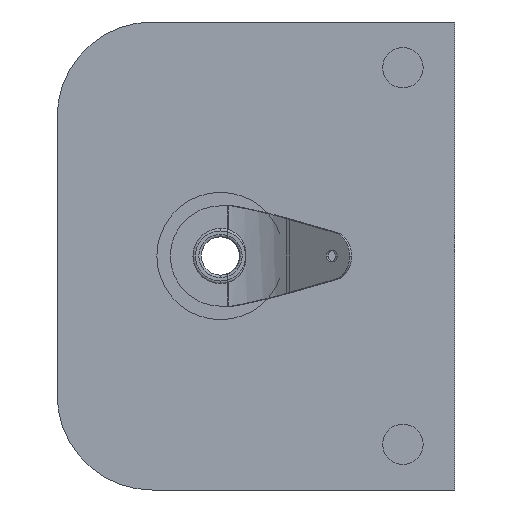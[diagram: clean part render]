
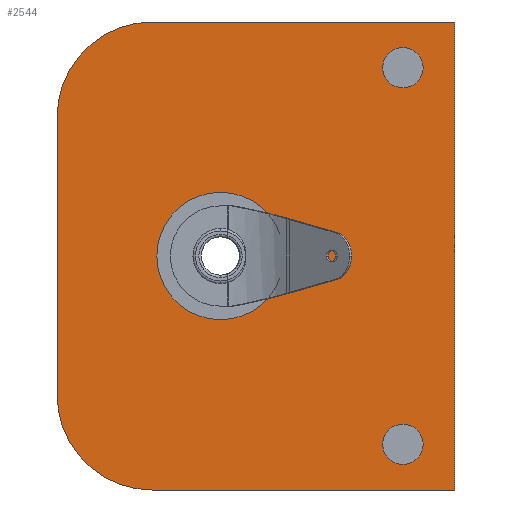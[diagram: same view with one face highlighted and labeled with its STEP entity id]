
A CAD part, left-side view. The second image highlights one B-rep face of the part: STEP entity #2544.
In plain terms, the highlighted planar face has unit normal (-1, 0, 0).
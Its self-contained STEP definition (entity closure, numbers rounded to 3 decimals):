
#150 = EDGE_CURVE ( 'NONE', #8116, #3529, #1752, .T. ) ;
#270 = EDGE_CURVE ( 'NONE', #968, #8116, #4819, .T. ) ;
#278 = ORIENTED_EDGE ( 'NONE', *, *, #9566, .F. ) ;
#345 = EDGE_CURVE ( 'NONE', #968, #7212, #5857, .T. ) ;
#375 = CARTESIAN_POINT ( 'NONE',  ( -104.595, 25., 8.7 ) ) ;
#506 = EDGE_LOOP ( 'NONE', ( #7651, #2353 ) ) ;
#517 = DIRECTION ( 'NONE',  ( 0., -1., 0. ) ) ;
#545 = DIRECTION ( 'NONE',  ( -1., 0., 0. ) ) ;
#720 = ORIENTED_EDGE ( 'NONE', *, *, #150, .T. ) ;
#968 = VERTEX_POINT ( 'NONE', #1723 ) ;
#998 = CARTESIAN_POINT ( 'NONE',  ( -104.595, 14.73, -4. ) ) ;
#1111 = CIRCLE ( 'NONE', #7069, 1.27 ) ;
#1143 = CARTESIAN_POINT ( 'NONE',  ( -104.595, 14.73, 4. ) ) ;
#1367 = CARTESIAN_POINT ( 'NONE',  ( -104.595, 3.27, -10.56 ) ) ;
#1421 = AXIS2_PLACEMENT_3D ( 'NONE', #8587, #1847, #5484 ) ;
#1668 = VERTEX_POINT ( 'NONE', #4643 ) ;
#1681 = ORIENTED_EDGE ( 'NONE', *, *, #2583, .F. ) ;
#1723 = CARTESIAN_POINT ( 'NONE',  ( -104.595, 19., 14.7 ) ) ;
#1752 = LINE ( 'NONE', #3148, #7260 ) ;
#1845 = AXIS2_PLACEMENT_3D ( 'NONE', #4078, #6365, #8582 ) ;
#1847 = DIRECTION ( 'NONE',  ( -1., 0., 0. ) ) ;
#1932 = CIRCLE ( 'NONE', #9637, 1.27 ) ;
#1978 = CARTESIAN_POINT ( 'NONE',  ( -104.595, 25., 14.7 ) ) ;
#2000 = VERTEX_POINT ( 'NONE', #6357 ) ;
#2045 = EDGE_LOOP ( 'NONE', ( #1681, #3808 ) ) ;
#2335 = DIRECTION ( 'NONE',  ( 0., 0., 1. ) ) ;
#2353 = ORIENTED_EDGE ( 'NONE', *, *, #3357, .T. ) ;
#2386 = VECTOR ( 'NONE', #9590, 1000. ) ;
#2478 = DIRECTION ( 'NONE',  ( 0., 0., -1. ) ) ;
#2544 = ADVANCED_FACE ( 'NONE', ( #5615, #7613, #3520, #2941 ), #6075, .T. ) ;
#2583 = EDGE_CURVE ( 'NONE', #6486, #1668, #5388, .T. ) ;
#2601 = AXIS2_PLACEMENT_3D ( 'NONE', #9162, #9128, #3902 ) ;
#2711 = ORIENTED_EDGE ( 'NONE', *, *, #5403, .T. ) ;
#2776 = VERTEX_POINT ( 'NONE', #1143 ) ;
#2798 = AXIS2_PLACEMENT_3D ( 'NONE', #8074, #3638, #8867 ) ;
#2851 = AXIS2_PLACEMENT_3D ( 'NONE', #4577, #8232, #6862 ) ;
#2941 = FACE_BOUND ( 'NONE', #506, .T. ) ;
#3148 = CARTESIAN_POINT ( 'NONE',  ( -104.595, 25., 0. ) ) ;
#3306 = VECTOR ( 'NONE', #517, 1000. ) ;
#3317 = CARTESIAN_POINT ( 'NONE',  ( -104.595, 19., -14.7 ) ) ;
#3332 = ORIENTED_EDGE ( 'NONE', *, *, #7047, .F. ) ;
#3357 = EDGE_CURVE ( 'NONE', #8703, #2776, #8180, .T. ) ;
#3490 = DIRECTION ( 'NONE',  ( 0., 0., 1. ) ) ;
#3520 = FACE_BOUND ( 'NONE', #2045, .T. ) ;
#3529 = VERTEX_POINT ( 'NONE', #4532 ) ;
#3577 = CARTESIAN_POINT ( 'NONE',  ( -104.595, 19., -8.7 ) ) ;
#3612 = EDGE_CURVE ( 'NONE', #9541, #2000, #6670, .T. ) ;
#3638 = DIRECTION ( 'NONE',  ( 1., 0., 0. ) ) ;
#3654 = EDGE_LOOP ( 'NONE', ( #720, #8620, #2711, #278, #4151, #5065 ) ) ;
#3808 = ORIENTED_EDGE ( 'NONE', *, *, #5840, .F. ) ;
#3902 = DIRECTION ( 'NONE',  ( 0., 0., 1. ) ) ;
#4078 = CARTESIAN_POINT ( 'NONE',  ( -104.595, 14.73, 0. ) ) ;
#4151 = ORIENTED_EDGE ( 'NONE', *, *, #345, .F. ) ;
#4530 = VECTOR ( 'NONE', #7519, 1000. ) ;
#4532 = CARTESIAN_POINT ( 'NONE',  ( -104.595, 25., -8.7 ) ) ;
#4541 = EDGE_CURVE ( 'NONE', #2776, #8703, #9245, .T. ) ;
#4577 = CARTESIAN_POINT ( 'NONE',  ( -104.595, 25., 0. ) ) ;
#4593 = EDGE_LOOP ( 'NONE', ( #8224, #3332 ) ) ;
#4629 = LINE ( 'NONE', #8872, #2386 ) ;
#4643 = CARTESIAN_POINT ( 'NONE',  ( -104.595, 3.27, -13.1 ) ) ;
#4819 = CIRCLE ( 'NONE', #1421, 6. ) ;
#4921 = CARTESIAN_POINT ( 'NONE',  ( -104.595, 3.27, 11.83 ) ) ;
#5065 = ORIENTED_EDGE ( 'NONE', *, *, #270, .T. ) ;
#5070 = DIRECTION ( 'NONE',  ( 0., 0., 1. ) ) ;
#5360 = DIRECTION ( 'NONE',  ( -1., 0., 0. ) ) ;
#5388 = CIRCLE ( 'NONE', #7360, 1.27 ) ;
#5403 = EDGE_CURVE ( 'NONE', #6236, #6925, #8614, .T. ) ;
#5484 = DIRECTION ( 'NONE',  ( 0., 0., 1. ) ) ;
#5615 = FACE_OUTER_BOUND ( 'NONE', #3654, .T. ) ;
#5792 = EDGE_CURVE ( 'NONE', #3529, #6236, #9663, .T. ) ;
#5840 = EDGE_CURVE ( 'NONE', #1668, #6486, #1932, .T. ) ;
#5857 = LINE ( 'NONE', #1978, #3306 ) ;
#6075 = PLANE ( 'NONE',  #2851 ) ;
#6236 = VERTEX_POINT ( 'NONE', #3317 ) ;
#6357 = CARTESIAN_POINT ( 'NONE',  ( -104.595, 3.27, 10.56 ) ) ;
#6365 = DIRECTION ( 'NONE',  ( 1., 0., 0. ) ) ;
#6486 = VERTEX_POINT ( 'NONE', #1367 ) ;
#6611 = DIRECTION ( 'NONE',  ( -1., 0., 0. ) ) ;
#6664 = CARTESIAN_POINT ( 'NONE',  ( -104.595, 25., -14.7 ) ) ;
#6670 = CIRCLE ( 'NONE', #2601, 1.27 ) ;
#6787 = CARTESIAN_POINT ( 'NONE',  ( -104.595, 3.27, -11.83 ) ) ;
#6862 = DIRECTION ( 'NONE',  ( 0., 0., 1. ) ) ;
#6925 = VERTEX_POINT ( 'NONE', #8617 ) ;
#7047 = EDGE_CURVE ( 'NONE', #2000, #9541, #1111, .T. ) ;
#7069 = AXIS2_PLACEMENT_3D ( 'NONE', #4921, #545, #3490 ) ;
#7212 = VERTEX_POINT ( 'NONE', #9238 ) ;
#7256 = CARTESIAN_POINT ( 'NONE',  ( -104.595, 3.27, -11.83 ) ) ;
#7260 = VECTOR ( 'NONE', #2478, 1000. ) ;
#7360 = AXIS2_PLACEMENT_3D ( 'NONE', #6787, #5360, #2335 ) ;
#7363 = DIRECTION ( 'NONE',  ( 0., 0., 1. ) ) ;
#7519 = DIRECTION ( 'NONE',  ( 0., -1., 0. ) ) ;
#7613 = FACE_BOUND ( 'NONE', #4593, .T. ) ;
#7651 = ORIENTED_EDGE ( 'NONE', *, *, #4541, .T. ) ;
#8074 = CARTESIAN_POINT ( 'NONE',  ( -104.595, 14.73, 0. ) ) ;
#8116 = VERTEX_POINT ( 'NONE', #375 ) ;
#8180 = CIRCLE ( 'NONE', #2798, 4. ) ;
#8224 = ORIENTED_EDGE ( 'NONE', *, *, #3612, .F. ) ;
#8232 = DIRECTION ( 'NONE',  ( -1., 0., 0. ) ) ;
#8582 = DIRECTION ( 'NONE',  ( 0., 0., -1. ) ) ;
#8587 = CARTESIAN_POINT ( 'NONE',  ( -104.595, 19., 8.7 ) ) ;
#8614 = LINE ( 'NONE', #6664, #4530 ) ;
#8617 = CARTESIAN_POINT ( 'NONE',  ( -104.595, 0., -14.7 ) ) ;
#8620 = ORIENTED_EDGE ( 'NONE', *, *, #5792, .T. ) ;
#8703 = VERTEX_POINT ( 'NONE', #998 ) ;
#8802 = CARTESIAN_POINT ( 'NONE',  ( -104.595, 3.27, 13.1 ) ) ;
#8867 = DIRECTION ( 'NONE',  ( 0., 0., -1. ) ) ;
#8872 = CARTESIAN_POINT ( 'NONE',  ( -104.595, 0., 0. ) ) ;
#9128 = DIRECTION ( 'NONE',  ( -1., 0., 0. ) ) ;
#9162 = CARTESIAN_POINT ( 'NONE',  ( -104.595, 3.27, 11.83 ) ) ;
#9238 = CARTESIAN_POINT ( 'NONE',  ( -104.595, 0., 14.7 ) ) ;
#9245 = CIRCLE ( 'NONE', #1845, 4. ) ;
#9335 = AXIS2_PLACEMENT_3D ( 'NONE', #3577, #6611, #5070 ) ;
#9525 = DIRECTION ( 'NONE',  ( -1., 0., 0. ) ) ;
#9541 = VERTEX_POINT ( 'NONE', #8802 ) ;
#9566 = EDGE_CURVE ( 'NONE', #7212, #6925, #4629, .T. ) ;
#9590 = DIRECTION ( 'NONE',  ( 0., 0., -1. ) ) ;
#9637 = AXIS2_PLACEMENT_3D ( 'NONE', #7256, #9525, #7363 ) ;
#9663 = CIRCLE ( 'NONE', #9335, 6. ) ;
